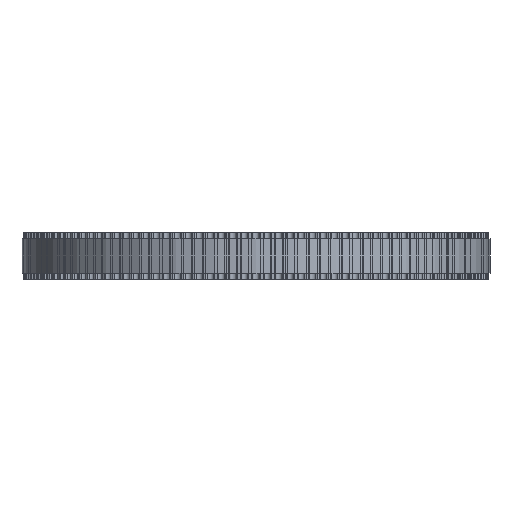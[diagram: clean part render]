
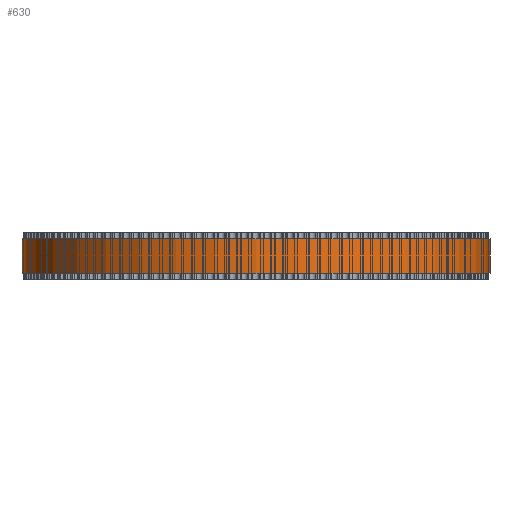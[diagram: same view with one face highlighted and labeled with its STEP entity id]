
A CAD part, front view. The second image highlights one B-rep face of the part: STEP entity #630.
In plain terms, the highlighted cylindrical face has radius 40.425 mm (diameter 80.851 mm), a full revolution.
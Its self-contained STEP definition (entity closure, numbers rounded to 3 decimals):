
#97=FACE_BOUND('',#2160,.T.);
#98=FACE_BOUND('',#2161,.T.);
#630=ADVANCED_FACE('',(#97,#98),#1139,.T.);
#1139=CYLINDRICAL_SURFACE('',#11319,40.425);
#2160=EDGE_LOOP('',(#6226));
#2161=EDGE_LOOP('',(#6227));
#6226=ORIENTED_EDGE('',*,*,#8770,.T.);
#6227=ORIENTED_EDGE('',*,*,#8771,.T.);
#7244=VERTEX_POINT('',#17940);
#7245=VERTEX_POINT('',#17942);
#8770=EDGE_CURVE('',#7244,#7244,#9788,.T.);
#8771=EDGE_CURVE('',#7245,#7245,#9789,.T.);
#9788=CIRCLE('',#11317,40.425);
#9789=CIRCLE('',#11318,40.425);
#11317=AXIS2_PLACEMENT_3D('',#17939,#14882,#14883);
#11318=AXIS2_PLACEMENT_3D('',#17941,#14884,#14885);
#11319=AXIS2_PLACEMENT_3D('',#17943,#14886,#14887);
#14882=DIRECTION('',(0.,0.,1.));
#14883=DIRECTION('',(1.,0.,0.));
#14884=DIRECTION('',(0.,0.,-1.));
#14885=DIRECTION('',(1.,0.,0.));
#14886=DIRECTION('',(0.,0.,1.));
#14887=DIRECTION('',(1.,0.,0.));
#17939=CARTESIAN_POINT('',(0.,0.,1.));
#17940=CARTESIAN_POINT('',(40.425,0.,1.));
#17941=CARTESIAN_POINT('',(0.,0.,7.));
#17942=CARTESIAN_POINT('',(40.425,0.,7.));
#17943=CARTESIAN_POINT('',(0.,0.,1.));
